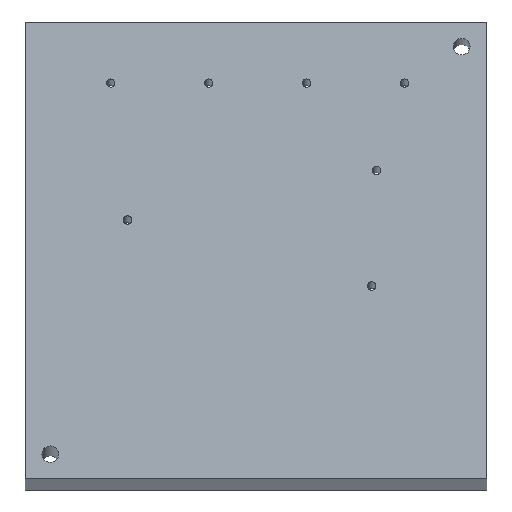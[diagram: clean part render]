
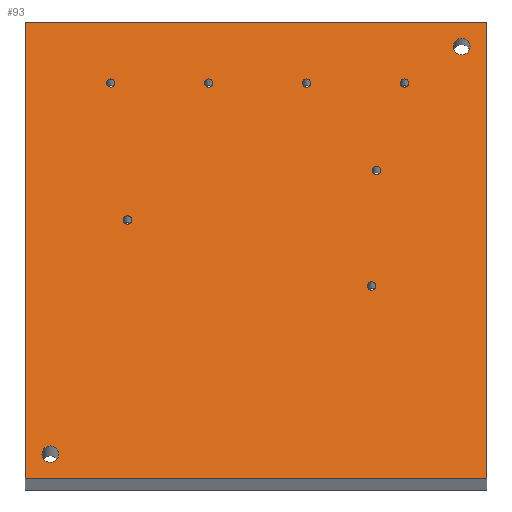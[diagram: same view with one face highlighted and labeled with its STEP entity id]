
A CAD part, top view. The second image highlights one B-rep face of the part: STEP entity #93.
In plain terms, the highlighted planar face has unit normal (0, 0.184, 0.983).
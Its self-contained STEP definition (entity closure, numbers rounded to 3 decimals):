
#93 = ADVANCED_FACE( '', ( #150, #151, #152, #153, #154, #155, #156, #157, #158, #159 ), #160, .F. );
#150 = FACE_OUTER_BOUND( '', #333, .T. );
#151 = FACE_BOUND( '', #334, .T. );
#152 = FACE_BOUND( '', #335, .T. );
#153 = FACE_BOUND( '', #336, .T. );
#154 = FACE_BOUND( '', #337, .T. );
#155 = FACE_BOUND( '', #338, .T. );
#156 = FACE_BOUND( '', #339, .T. );
#157 = FACE_BOUND( '', #340, .T. );
#158 = FACE_BOUND( '', #341, .T. );
#159 = FACE_BOUND( '', #342, .T. );
#160 = PLANE( '', #343 );
#333 = EDGE_LOOP( '', ( #491, #492, #493, #494 ) );
#334 = EDGE_LOOP( '', ( #495 ) );
#335 = EDGE_LOOP( '', ( #496 ) );
#336 = EDGE_LOOP( '', ( #497 ) );
#337 = EDGE_LOOP( '', ( #498 ) );
#338 = EDGE_LOOP( '', ( #499 ) );
#339 = EDGE_LOOP( '', ( #500 ) );
#340 = EDGE_LOOP( '', ( #501 ) );
#341 = EDGE_LOOP( '', ( #502 ) );
#342 = EDGE_LOOP( '', ( #503 ) );
#343 = AXIS2_PLACEMENT_3D( '', #504, #505, #506 );
#491 = ORIENTED_EDGE( '', *, *, #591, .F. );
#492 = ORIENTED_EDGE( '', *, *, #586, .T. );
#493 = ORIENTED_EDGE( '', *, *, #561, .T. );
#494 = ORIENTED_EDGE( '', *, *, #554, .T. );
#495 = ORIENTED_EDGE( '', *, *, #545, .T. );
#496 = ORIENTED_EDGE( '', *, *, #581, .T. );
#497 = ORIENTED_EDGE( '', *, *, #593, .T. );
#498 = ORIENTED_EDGE( '', *, *, #592, .T. );
#499 = ORIENTED_EDGE( '', *, *, #594, .F. );
#500 = ORIENTED_EDGE( '', *, *, #595, .F. );
#501 = ORIENTED_EDGE( '', *, *, #596, .T. );
#502 = ORIENTED_EDGE( '', *, *, #585, .T. );
#503 = ORIENTED_EDGE( '', *, *, #597, .T. );
#504 = CARTESIAN_POINT( '', ( 209.021, 238.461, -11.813 ) );
#505 = DIRECTION( '', ( 0., -0.184, -0.983 ) );
#506 = DIRECTION( '', ( 0., -0.983, 0.184 ) );
#545 = EDGE_CURVE( '', #603, #603, #604, .T. );
#554 = EDGE_CURVE( '', #621, #619, #622, .T. );
#561 = EDGE_CURVE( '', #631, #621, #634, .T. );
#581 = EDGE_CURVE( '', #668, #668, #669, .T. );
#585 = EDGE_CURVE( '', #673, #673, #674, .T. );
#586 = EDGE_CURVE( '', #675, #631, #676, .T. );
#591 = EDGE_CURVE( '', #675, #619, #683, .T. );
#592 = EDGE_CURVE( '', #684, #684, #685, .T. );
#593 = EDGE_CURVE( '', #686, #686, #687, .T. );
#594 = EDGE_CURVE( '', #688, #688, #689, .T. );
#595 = EDGE_CURVE( '', #690, #690, #691, .T. );
#596 = EDGE_CURVE( '', #692, #692, #693, .T. );
#597 = EDGE_CURVE( '', #694, #694, #695, .T. );
#603 = VERTEX_POINT( '', #703 );
#604 = CIRCLE( '', #704, 2.45 );
#619 = VERTEX_POINT( '', #728 );
#621 = VERTEX_POINT( '', #731 );
#622 = LINE( '', #732, #733 );
#631 = VERTEX_POINT( '', #744 );
#634 = LINE( '', #749, #750 );
#668 = VERTEX_POINT( '', #858 );
#669 = CIRCLE( '', #859, 2.45 );
#673 = VERTEX_POINT( '', #878 );
#674 = CIRCLE( '', #879, 2.5 );
#675 = VERTEX_POINT( '', #880 );
#676 = LINE( '', #881, #882 );
#683 = LINE( '', #892, #893 );
#684 = VERTEX_POINT( '', #894 );
#685 = CIRCLE( '', #895, 2.45 );
#686 = VERTEX_POINT( '', #896 );
#687 = CIRCLE( '', #897, 2.45 );
#688 = VERTEX_POINT( '', #898 );
#689 = CIRCLE( '', #899, 5. );
#690 = VERTEX_POINT( '', #900 );
#691 = CIRCLE( '', #901, 5. );
#692 = VERTEX_POINT( '', #902 );
#693 = CIRCLE( '', #903, 2.5 );
#694 = VERTEX_POINT( '', #904 );
#695 = CIRCLE( '', #905, 2.5 );
#703 = CARTESIAN_POINT( '', ( 212.45, 218.802, -8.134 ) );
#704 = AXIS2_PLACEMENT_3D( '', #955, #956, #957 );
#728 = CARTESIAN_POINT( '', ( -15.979, -17.102, 36.014 ) );
#731 = CARTESIAN_POINT( '', ( -15.979, 255.171, -14.94 ) );
#732 = CARTESIAN_POINT( '', ( -15.979, 119.034, 10.537 ) );
#733 = VECTOR( '', #969, 1000. );
#744 = CARTESIAN_POINT( '', ( 259.021, 255.171, -14.94 ) );
#749 = CARTESIAN_POINT( '', ( 121.521, 255.171, -14.94 ) );
#750 = VECTOR( '', #980, 1000. );
#858 = CARTESIAN_POINT( '', ( 154.117, 218.802, -8.134 ) );
#859 = AXIS2_PLACEMENT_3D( '', #1014, #1015, #1016 );
#878 = CARTESIAN_POINT( '', ( 195.768, 166.707, 1.615 ) );
#879 = AXIS2_PLACEMENT_3D( '', #1017, #1018, #1019 );
#880 = CARTESIAN_POINT( '', ( 259.021, -17.102, 36.014 ) );
#881 = CARTESIAN_POINT( '', ( 259.021, 119.034, 10.537 ) );
#882 = VECTOR( '', #1020, 1000. );
#892 = CARTESIAN_POINT( '', ( 121.521, -17.102, 36.014 ) );
#893 = VECTOR( '', #1027, 1000. );
#894 = CARTESIAN_POINT( '', ( 37.45, 218.802, -8.134 ) );
#895 = AXIS2_PLACEMENT_3D( '', #1028, #1029, #1030 );
#896 = CARTESIAN_POINT( '', ( 95.783, 218.802, -8.134 ) );
#897 = AXIS2_PLACEMENT_3D( '', #1031, #1032, #1033 );
#898 = CARTESIAN_POINT( '', ( 249.021, 240.427, -12.181 ) );
#899 = AXIS2_PLACEMENT_3D( '', #1034, #1035, #1036 );
#900 = CARTESIAN_POINT( '', ( 4.021, -2.358, 33.255 ) );
#901 = AXIS2_PLACEMENT_3D( '', #1037, #1038, #1039 );
#902 = CARTESIAN_POINT( '', ( 192.909, 97.901, 14.492 ) );
#903 = AXIS2_PLACEMENT_3D( '', #1040, #1041, #1042 );
#904 = CARTESIAN_POINT( '', ( 47.457, 137.218, 7.134 ) );
#905 = AXIS2_PLACEMENT_3D( '', #1043, #1044, #1045 );
#955 = CARTESIAN_POINT( '', ( 210., 218.802, -8.134 ) );
#956 = DIRECTION( '', ( 0., -0.184, -0.983 ) );
#957 = DIRECTION( '', ( 1., 0., 0. ) );
#969 = DIRECTION( '', ( 0., -0.983, 0.184 ) );
#980 = DIRECTION( '', ( -1., 0., 0. ) );
#1014 = CARTESIAN_POINT( '', ( 151.667, 218.802, -8.134 ) );
#1015 = DIRECTION( '', ( 0., -0.184, -0.983 ) );
#1016 = DIRECTION( '', ( 1., 0., 0. ) );
#1017 = CARTESIAN_POINT( '', ( 193.268, 166.707, 1.615 ) );
#1018 = DIRECTION( '', ( 0., -0.184, -0.983 ) );
#1019 = DIRECTION( '', ( 1., 0., 0. ) );
#1020 = DIRECTION( '', ( 0., 0.983, -0.184 ) );
#1027 = DIRECTION( '', ( -1., 0., 0. ) );
#1028 = CARTESIAN_POINT( '', ( 35., 218.802, -8.134 ) );
#1029 = DIRECTION( '', ( 0., -0.184, -0.983 ) );
#1030 = DIRECTION( '', ( 1., 0., 0. ) );
#1031 = CARTESIAN_POINT( '', ( 93.333, 218.802, -8.134 ) );
#1032 = DIRECTION( '', ( 0., -0.184, -0.983 ) );
#1033 = DIRECTION( '', ( 1., 0., 0. ) );
#1034 = CARTESIAN_POINT( '', ( 244.021, 240.427, -12.181 ) );
#1035 = DIRECTION( '', ( 0., 0.184, 0.983 ) );
#1036 = DIRECTION( '', ( 1., 0., 0. ) );
#1037 = CARTESIAN_POINT( '', ( -0.979, -2.358, 33.255 ) );
#1038 = DIRECTION( '', ( 0., 0.184, 0.983 ) );
#1039 = DIRECTION( '', ( 1., 0., 0. ) );
#1040 = CARTESIAN_POINT( '', ( 190.409, 97.901, 14.492 ) );
#1041 = DIRECTION( '', ( 0., -0.184, -0.983 ) );
#1042 = DIRECTION( '', ( 1., 0., 0. ) );
#1043 = CARTESIAN_POINT( '', ( 44.957, 137.218, 7.134 ) );
#1044 = DIRECTION( '', ( 0., -0.184, -0.983 ) );
#1045 = DIRECTION( '', ( 1., 0., 0. ) );
